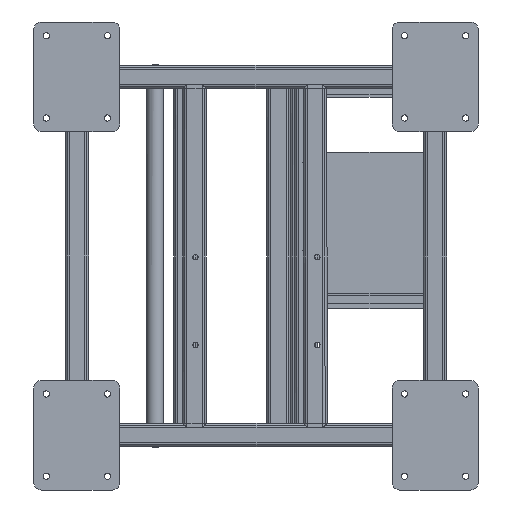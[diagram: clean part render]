
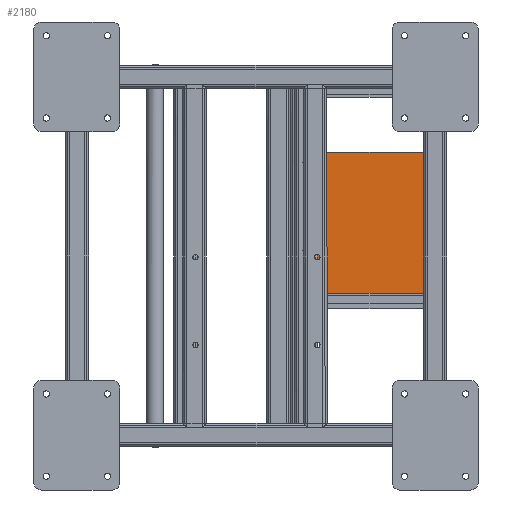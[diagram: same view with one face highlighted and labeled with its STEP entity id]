
A CAD part, front view. The second image highlights one B-rep face of the part: STEP entity #2180.
In plain terms, the highlighted planar face has unit normal (0, -1, 0).
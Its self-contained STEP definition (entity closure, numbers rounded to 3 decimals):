
#491 = CARTESIAN_POINT ( 'NONE',  ( 296.8, 715.788, -276. ) ) ;
#696 = ORIENTED_EDGE ( 'NONE', *, *, #17256, .T. ) ;
#1036 = DIRECTION ( 'NONE',  ( 0., 0., 1. ) ) ;
#2180 = ADVANCED_FACE ( 'NONE', ( #2496 ), #20218, .T. ) ;
#2297 = LINE ( 'NONE', #10787, #5064 ) ;
#2496 = FACE_OUTER_BOUND ( 'NONE', #15715, .T. ) ;
#2825 = LINE ( 'NONE', #10932, #5667 ) ;
#3830 = EDGE_CURVE ( 'NONE', #6135, #6578, #14976, .T. ) ;
#4664 = EDGE_CURVE ( 'NONE', #7941, #6135, #2297, .T. ) ;
#5064 = VECTOR ( 'NONE', #14495, 1000. ) ;
#5610 = CARTESIAN_POINT ( 'NONE',  ( 296.8, 715.788, -276. ) ) ;
#5667 = VECTOR ( 'NONE', #25210, 1000. ) ;
#5796 = CARTESIAN_POINT ( 'NONE',  ( 447.2, 715.788, -276. ) ) ;
#6135 = VERTEX_POINT ( 'NONE', #5610 ) ;
#6578 = VERTEX_POINT ( 'NONE', #14182 ) ;
#7185 = ORIENTED_EDGE ( 'NONE', *, *, #26372, .T. ) ;
#7563 = VECTOR ( 'NONE', #1036, 1000. ) ;
#7941 = VERTEX_POINT ( 'NONE', #5796 ) ;
#8118 = VERTEX_POINT ( 'NONE', #25612 ) ;
#8852 = AXIS2_PLACEMENT_3D ( 'NONE', #12574, #10597, #14305 ) ;
#10597 = DIRECTION ( 'NONE',  ( 0., -1., 0. ) ) ;
#10787 = CARTESIAN_POINT ( 'NONE',  ( 447.2, 715.788, -276. ) ) ;
#10932 = CARTESIAN_POINT ( 'NONE',  ( 447.2, 715.788, -276. ) ) ;
#12045 = VECTOR ( 'NONE', #24741, 1000. ) ;
#12574 = CARTESIAN_POINT ( 'NONE',  ( 447.2, 715.788, -276. ) ) ;
#14182 = CARTESIAN_POINT ( 'NONE',  ( 296.8, 715.788, -95.963 ) ) ;
#14305 = DIRECTION ( 'NONE',  ( 0., 0., -1. ) ) ;
#14495 = DIRECTION ( 'NONE',  ( -1., 0., 0. ) ) ;
#14976 = LINE ( 'NONE', #491, #7563 ) ;
#15715 = EDGE_LOOP ( 'NONE', ( #15941, #16729, #696, #7185 ) ) ;
#15941 = ORIENTED_EDGE ( 'NONE', *, *, #3830, .F. ) ;
#16729 = ORIENTED_EDGE ( 'NONE', *, *, #4664, .F. ) ;
#17256 = EDGE_CURVE ( 'NONE', #7941, #8118, #2825, .T. ) ;
#20218 = PLANE ( 'NONE',  #8852 ) ;
#20612 = CARTESIAN_POINT ( 'NONE',  ( 447.2, 715.788, -95.963 ) ) ;
#22717 = LINE ( 'NONE', #20612, #12045 ) ;
#24741 = DIRECTION ( 'NONE',  ( -1., 0., 0. ) ) ;
#25210 = DIRECTION ( 'NONE',  ( 0., 0., 1. ) ) ;
#25612 = CARTESIAN_POINT ( 'NONE',  ( 447.2, 715.788, -95.963 ) ) ;
#26372 = EDGE_CURVE ( 'NONE', #8118, #6578, #22717, .T. ) ;
